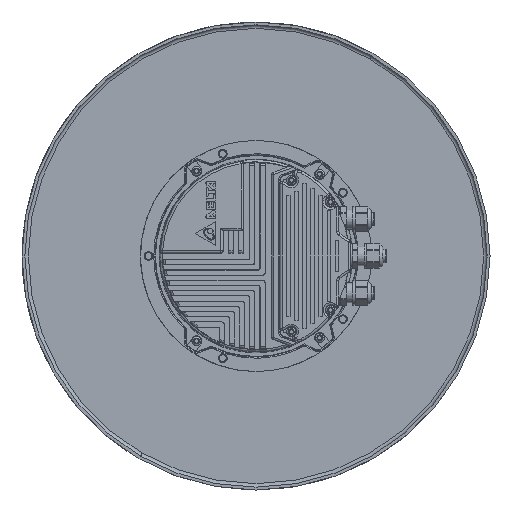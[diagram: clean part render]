
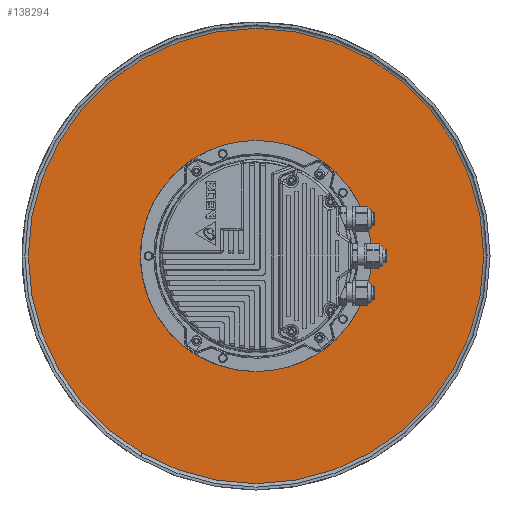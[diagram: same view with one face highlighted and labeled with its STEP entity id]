
A CAD part, front view. The second image highlights one B-rep face of the part: STEP entity #138294.
In plain terms, the highlighted planar face has unit normal (0, -1, 0).
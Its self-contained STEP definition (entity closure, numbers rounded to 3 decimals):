
#135615=CARTESIAN_POINT('',(0.,6.5,0.));
#135616=DIRECTION('',(0.,1.,0.));
#135617=DIRECTION('',(0.,0.,1.));
#135618=AXIS2_PLACEMENT_3D('',#135615,#135616,#135617);
#135620=CARTESIAN_POINT('',(0.,6.5,0.));
#135621=DIRECTION('',(0.,1.,0.));
#135622=DIRECTION('',(0.,0.,-1.));
#135623=AXIS2_PLACEMENT_3D('',#135620,#135621,#135622);
#135625=CARTESIAN_POINT('',(0.,6.5,0.));
#135626=DIRECTION('',(0.,-1.,0.));
#135627=DIRECTION('',(0.,0.,1.));
#135628=AXIS2_PLACEMENT_3D('',#135625,#135626,#135627);
#135630=CARTESIAN_POINT('',(0.,6.5,0.));
#135631=DIRECTION('',(0.,-1.,0.));
#135632=DIRECTION('',(0.,0.,-1.));
#135633=AXIS2_PLACEMENT_3D('',#135630,#135631,#135632);
#135635=CARTESIAN_POINT('',(0.,6.5,-81.5));
#135636=DIRECTION('',(0.,-1.,0.));
#135637=DIRECTION('',(-1.,0.,0.));
#135638=AXIS2_PLACEMENT_3D('',#135635,#135636,#135637);
#135640=CARTESIAN_POINT('',(0.,6.5,-81.5));
#135641=DIRECTION('',(0.,-1.,0.));
#135642=DIRECTION('',(1.,0.,0.));
#135643=AXIS2_PLACEMENT_3D('',#135640,#135641,#135642);
#135645=CARTESIAN_POINT('',(-70.581,6.5,-40.75));
#135646=DIRECTION('',(0.,-1.,0.));
#135647=DIRECTION('',(-1.,0.,0.));
#135648=AXIS2_PLACEMENT_3D('',#135645,#135646,#135647);
#135650=CARTESIAN_POINT('',(-70.581,6.5,-40.75));
#135651=DIRECTION('',(0.,-1.,0.));
#135652=DIRECTION('',(1.,0.,0.));
#135653=AXIS2_PLACEMENT_3D('',#135650,#135651,#135652);
#135655=CARTESIAN_POINT('',(-40.75,6.5,-70.581));
#135656=DIRECTION('',(0.,-1.,0.));
#135657=DIRECTION('',(-1.,0.,0.));
#135658=AXIS2_PLACEMENT_3D('',#135655,#135656,#135657);
#135660=CARTESIAN_POINT('',(-40.75,6.5,-70.581));
#135661=DIRECTION('',(0.,-1.,0.));
#135662=DIRECTION('',(1.,0.,0.));
#135663=AXIS2_PLACEMENT_3D('',#135660,#135661,#135662);
#135665=CARTESIAN_POINT('',(70.581,6.5,40.75));
#135666=DIRECTION('',(0.,-1.,0.));
#135667=DIRECTION('',(0.5,0.,-0.866));
#135668=AXIS2_PLACEMENT_3D('',#135665,#135666,#135667);
#135670=CARTESIAN_POINT('',(70.581,6.5,40.75));
#135671=DIRECTION('',(0.,-1.,0.));
#135672=DIRECTION('',(-0.5,0.,0.866));
#135673=AXIS2_PLACEMENT_3D('',#135670,#135671,#135672);
#135675=CARTESIAN_POINT('',(70.581,6.5,-40.75));
#135676=DIRECTION('',(0.,-1.,0.));
#135677=DIRECTION('',(0.5,0.,-0.866));
#135678=AXIS2_PLACEMENT_3D('',#135675,#135676,#135677);
#135680=CARTESIAN_POINT('',(70.581,6.5,-40.75));
#135681=DIRECTION('',(0.,-1.,0.));
#135682=DIRECTION('',(-0.5,0.,0.866));
#135683=AXIS2_PLACEMENT_3D('',#135680,#135681,#135682);
#135685=CARTESIAN_POINT('',(81.5,6.5,0.));
#135686=DIRECTION('',(0.,-1.,0.));
#135687=DIRECTION('',(0.5,0.,-0.866));
#135688=AXIS2_PLACEMENT_3D('',#135685,#135686,#135687);
#135690=CARTESIAN_POINT('',(81.5,6.5,0.));
#135691=DIRECTION('',(0.,-1.,0.));
#135692=DIRECTION('',(-0.5,0.,0.866));
#135693=AXIS2_PLACEMENT_3D('',#135690,#135691,#135692);
#135695=CARTESIAN_POINT('',(-70.581,6.5,40.75));
#135696=DIRECTION('',(0.,-1.,0.));
#135697=DIRECTION('',(0.5,0.,0.866));
#135698=AXIS2_PLACEMENT_3D('',#135695,#135696,#135697);
#135700=CARTESIAN_POINT('',(-70.581,6.5,40.75));
#135701=DIRECTION('',(0.,-1.,0.));
#135702=DIRECTION('',(-0.5,0.,-0.866));
#135703=AXIS2_PLACEMENT_3D('',#135700,#135701,#135702);
#135705=CARTESIAN_POINT('',(0.,6.5,81.5));
#135706=DIRECTION('',(0.,-1.,0.));
#135707=DIRECTION('',(0.5,0.,0.866));
#135708=AXIS2_PLACEMENT_3D('',#135705,#135706,#135707);
#135710=CARTESIAN_POINT('',(0.,6.5,81.5));
#135711=DIRECTION('',(0.,-1.,0.));
#135712=DIRECTION('',(-0.5,0.,-0.866));
#135713=AXIS2_PLACEMENT_3D('',#135710,#135711,#135712);
#135715=CARTESIAN_POINT('',(-40.75,6.5,70.581));
#135716=DIRECTION('',(0.,-1.,0.));
#135717=DIRECTION('',(0.5,0.,0.866));
#135718=AXIS2_PLACEMENT_3D('',#135715,#135716,#135717);
#135720=CARTESIAN_POINT('',(-40.75,6.5,70.581));
#135721=DIRECTION('',(0.,-1.,0.));
#135722=DIRECTION('',(-0.5,0.,-0.866));
#135723=AXIS2_PLACEMENT_3D('',#135720,#135721,#135722);
#137763=CARTESIAN_POINT('',(-67.331,6.5,-40.75));
#137764=CARTESIAN_POINT('',(-73.831,6.5,-40.75));
#137765=VERTEX_POINT('',#137763);
#137766=VERTEX_POINT('',#137764);
#137771=CARTESIAN_POINT('',(0.,6.5,197.));
#137772=CARTESIAN_POINT('',(0.,6.5,-197.));
#137773=VERTEX_POINT('',#137771);
#137774=VERTEX_POINT('',#137772);
#137775=CARTESIAN_POINT('',(0.,6.5,75.05));
#137776=CARTESIAN_POINT('',(0.,6.5,-75.05));
#137777=VERTEX_POINT('',#137775);
#137778=VERTEX_POINT('',#137776);
#137779=CARTESIAN_POINT('',(-3.25,6.5,-81.5));
#137780=CARTESIAN_POINT('',(3.25,6.5,-81.5));
#137781=VERTEX_POINT('',#137779);
#137782=VERTEX_POINT('',#137780);
#137783=CARTESIAN_POINT('',(-43.25,6.5,-70.581));
#137784=CARTESIAN_POINT('',(-38.25,6.5,-70.581));
#137785=VERTEX_POINT('',#137783);
#137786=VERTEX_POINT('',#137784);
#137787=CARTESIAN_POINT('',(72.206,6.5,37.935));
#137788=CARTESIAN_POINT('',(68.956,6.5,43.565));
#137789=VERTEX_POINT('',#137787);
#137790=VERTEX_POINT('',#137788);
#137791=CARTESIAN_POINT('',(72.206,6.5,-43.565));
#137792=CARTESIAN_POINT('',(68.956,6.5,-37.935));
#137793=VERTEX_POINT('',#137791);
#137794=VERTEX_POINT('',#137792);
#137795=CARTESIAN_POINT('',(82.75,6.5,-2.165));
#137796=CARTESIAN_POINT('',(80.25,6.5,2.165));
#137797=VERTEX_POINT('',#137795);
#137798=VERTEX_POINT('',#137796);
#137799=CARTESIAN_POINT('',(-68.956,6.5,43.565));
#137800=CARTESIAN_POINT('',(-72.206,6.5,37.935));
#137801=VERTEX_POINT('',#137799);
#137802=VERTEX_POINT('',#137800);
#137803=CARTESIAN_POINT('',(1.625,6.5,84.315));
#137804=CARTESIAN_POINT('',(-1.625,6.5,78.685));
#137805=VERTEX_POINT('',#137803);
#137806=VERTEX_POINT('',#137804);
#137807=CARTESIAN_POINT('',(-39.5,6.5,72.746));
#137808=CARTESIAN_POINT('',(-42.,6.5,68.416));
#137809=VERTEX_POINT('',#137807);
#137810=VERTEX_POINT('',#137808);
#138224=CARTESIAN_POINT('',(0.,6.5,0.));
#138225=DIRECTION('',(0.,1.,0.));
#138226=DIRECTION('',(0.,0.,1.));
#138227=AXIS2_PLACEMENT_3D('',#138224,#138225,#138226);
#138228=PLANE('',#138227);
#138230=ORIENTED_EDGE('',*,*,#138229,.T.);
#138232=ORIENTED_EDGE('',*,*,#138231,.T.);
#138233=EDGE_LOOP('',(#138230,#138232));
#138234=FACE_OUTER_BOUND('',#138233,.F.);
#138236=ORIENTED_EDGE('',*,*,#138235,.T.);
#138238=ORIENTED_EDGE('',*,*,#138237,.T.);
#138239=EDGE_LOOP('',(#138236,#138238));
#138240=FACE_BOUND('',#138239,.F.);
#138242=ORIENTED_EDGE('',*,*,#138241,.T.);
#138244=ORIENTED_EDGE('',*,*,#138243,.T.);
#138245=EDGE_LOOP('',(#138242,#138244));
#138246=FACE_BOUND('',#138245,.F.);
#138248=ORIENTED_EDGE('',*,*,#138247,.T.);
#138249=ORIENTED_EDGE('',*,*,#138213,.T.);
#138250=EDGE_LOOP('',(#138248,#138249));
#138251=FACE_BOUND('',#138250,.F.);
#138253=ORIENTED_EDGE('',*,*,#138252,.T.);
#138255=ORIENTED_EDGE('',*,*,#138254,.T.);
#138256=EDGE_LOOP('',(#138253,#138255));
#138257=FACE_BOUND('',#138256,.F.);
#138259=ORIENTED_EDGE('',*,*,#138258,.T.);
#138261=ORIENTED_EDGE('',*,*,#138260,.T.);
#138262=EDGE_LOOP('',(#138259,#138261));
#138263=FACE_BOUND('',#138262,.F.);
#138265=ORIENTED_EDGE('',*,*,#138264,.T.);
#138267=ORIENTED_EDGE('',*,*,#138266,.T.);
#138268=EDGE_LOOP('',(#138265,#138267));
#138269=FACE_BOUND('',#138268,.F.);
#138271=ORIENTED_EDGE('',*,*,#138270,.T.);
#138273=ORIENTED_EDGE('',*,*,#138272,.T.);
#138274=EDGE_LOOP('',(#138271,#138273));
#138275=FACE_BOUND('',#138274,.F.);
#138277=ORIENTED_EDGE('',*,*,#138276,.T.);
#138279=ORIENTED_EDGE('',*,*,#138278,.T.);
#138280=EDGE_LOOP('',(#138277,#138279));
#138281=FACE_BOUND('',#138280,.F.);
#138283=ORIENTED_EDGE('',*,*,#138282,.T.);
#138285=ORIENTED_EDGE('',*,*,#138284,.T.);
#138286=EDGE_LOOP('',(#138283,#138285));
#138287=FACE_BOUND('',#138286,.F.);
#138289=ORIENTED_EDGE('',*,*,#138288,.T.);
#138291=ORIENTED_EDGE('',*,*,#138290,.T.);
#138292=EDGE_LOOP('',(#138289,#138291));
#138293=FACE_BOUND('',#138292,.F.);
#138294=ADVANCED_FACE('',(#138234,#138240,#138246,#138251,#138257,#138263,
#138269,#138275,#138281,#138287,#138293),#138228,.F.);
#135619=CIRCLE('',#135618,197.);
#135624=CIRCLE('',#135623,197.);
#135629=CIRCLE('',#135628,75.05);
#135634=CIRCLE('',#135633,75.05);
#135639=CIRCLE('',#135638,3.25);
#135644=CIRCLE('',#135643,3.25);
#135649=CIRCLE('',#135648,3.25);
#135654=CIRCLE('',#135653,3.25);
#135659=CIRCLE('',#135658,2.5);
#135664=CIRCLE('',#135663,2.5);
#135669=CIRCLE('',#135668,3.25);
#135674=CIRCLE('',#135673,3.25);
#135679=CIRCLE('',#135678,3.25);
#135684=CIRCLE('',#135683,3.25);
#135689=CIRCLE('',#135688,2.5);
#135694=CIRCLE('',#135693,2.5);
#135699=CIRCLE('',#135698,3.25);
#135704=CIRCLE('',#135703,3.25);
#135709=CIRCLE('',#135708,3.25);
#135714=CIRCLE('',#135713,3.25);
#135719=CIRCLE('',#135718,2.5);
#135724=CIRCLE('',#135723,2.5);
#138213=EDGE_CURVE('',#137765,#137766,#135654,.T.);
#138229=EDGE_CURVE('',#137773,#137774,#135619,.T.);
#138231=EDGE_CURVE('',#137774,#137773,#135624,.T.);
#138235=EDGE_CURVE('',#137777,#137778,#135629,.T.);
#138237=EDGE_CURVE('',#137778,#137777,#135634,.T.);
#138241=EDGE_CURVE('',#137781,#137782,#135639,.T.);
#138243=EDGE_CURVE('',#137782,#137781,#135644,.T.);
#138247=EDGE_CURVE('',#137766,#137765,#135649,.T.);
#138252=EDGE_CURVE('',#137785,#137786,#135659,.T.);
#138254=EDGE_CURVE('',#137786,#137785,#135664,.T.);
#138258=EDGE_CURVE('',#137789,#137790,#135669,.T.);
#138260=EDGE_CURVE('',#137790,#137789,#135674,.T.);
#138264=EDGE_CURVE('',#137793,#137794,#135679,.T.);
#138266=EDGE_CURVE('',#137794,#137793,#135684,.T.);
#138270=EDGE_CURVE('',#137797,#137798,#135689,.T.);
#138272=EDGE_CURVE('',#137798,#137797,#135694,.T.);
#138276=EDGE_CURVE('',#137801,#137802,#135699,.T.);
#138278=EDGE_CURVE('',#137802,#137801,#135704,.T.);
#138282=EDGE_CURVE('',#137805,#137806,#135709,.T.);
#138284=EDGE_CURVE('',#137806,#137805,#135714,.T.);
#138288=EDGE_CURVE('',#137809,#137810,#135719,.T.);
#138290=EDGE_CURVE('',#137810,#137809,#135724,.T.);
